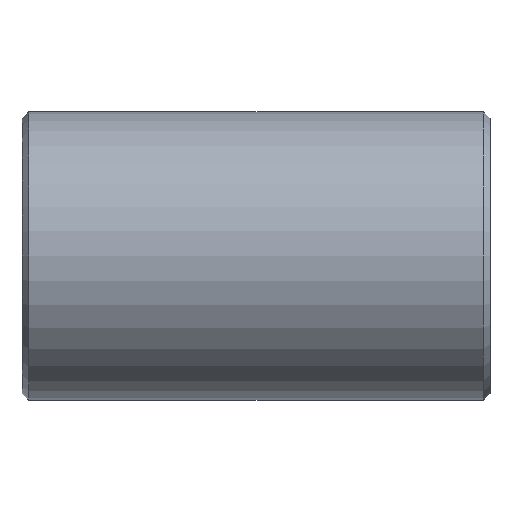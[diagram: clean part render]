
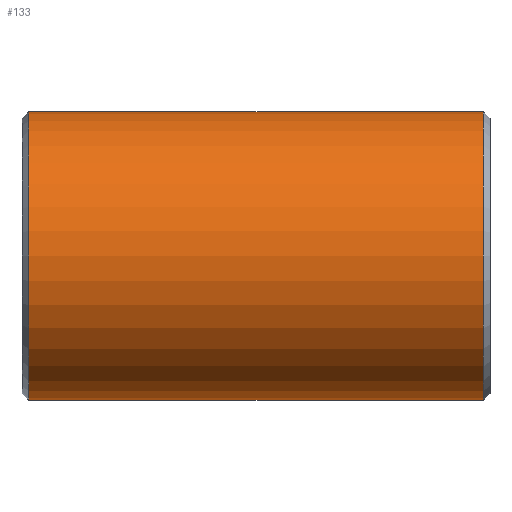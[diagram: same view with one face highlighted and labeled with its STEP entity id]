
A CAD part, front view. The second image highlights one B-rep face of the part: STEP entity #133.
In plain terms, the highlighted cylindrical face has radius 109.537 mm (diameter 219.075 mm), a partial arc.
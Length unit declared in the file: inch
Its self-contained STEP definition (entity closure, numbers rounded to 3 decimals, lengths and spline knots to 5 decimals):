
#49 = VERTEX_POINT ( 'NONE', #211 ) ;
#62 = CARTESIAN_POINT ( 'NONE',  ( 7., 0., -4.3125 ) ) ;
#66 = LINE ( 'NONE', #62, #656 ) ;
#68 = EDGE_LOOP ( 'NONE', ( #558, #113, #482, #797 ) ) ;
#101 = DIRECTION ( 'NONE',  ( -1., 0., 0. ) ) ;
#113 = ORIENTED_EDGE ( 'NONE', *, *, #201, .T. ) ;
#133 = ADVANCED_FACE ( 'NONE', ( #400 ), #770, .T. ) ;
#176 = AXIS2_PLACEMENT_3D ( 'NONE', #469, #101, #778 ) ;
#193 = EDGE_CURVE ( 'NONE', #49, #417, #657, .T. ) ;
#201 = EDGE_CURVE ( 'NONE', #306, #49, #463, .T. ) ;
#211 = CARTESIAN_POINT ( 'NONE',  ( 6.802, 0., 4.3125 ) ) ;
#215 = VECTOR ( 'NONE', #220, 39.37008 ) ;
#220 = DIRECTION ( 'NONE',  ( -1., 0., 0. ) ) ;
#268 = DIRECTION ( 'NONE',  ( 0., 0., 1. ) ) ;
#272 = DIRECTION ( 'NONE',  ( -1., 0., 0. ) ) ;
#306 = VERTEX_POINT ( 'NONE', #674 ) ;
#368 = VERTEX_POINT ( 'NONE', #380 ) ;
#380 = CARTESIAN_POINT ( 'NONE',  ( -6.802, 0., -4.3125 ) ) ;
#400 = FACE_OUTER_BOUND ( 'NONE', #68, .T. ) ;
#417 = VERTEX_POINT ( 'NONE', #581 ) ;
#463 = CIRCLE ( 'NONE', #176, 4.3125 ) ;
#469 = CARTESIAN_POINT ( 'NONE',  ( 6.802, 0., 0. ) ) ;
#482 = ORIENTED_EDGE ( 'NONE', *, *, #193, .T. ) ;
#507 = DIRECTION ( 'NONE',  ( -1., 0., 0. ) ) ;
#558 = ORIENTED_EDGE ( 'NONE', *, *, #575, .F. ) ;
#575 = EDGE_CURVE ( 'NONE', #306, #368, #66, .T. ) ;
#581 = CARTESIAN_POINT ( 'NONE',  ( -6.802, 0., 4.3125 ) ) ;
#592 = CIRCLE ( 'NONE', #768, 4.3125 ) ;
#645 = CARTESIAN_POINT ( 'NONE',  ( -6.802, 0., 0. ) ) ;
#647 = CARTESIAN_POINT ( 'NONE',  ( 7., 0., 0. ) ) ;
#648 = DIRECTION ( 'NONE',  ( 0., 0., 1. ) ) ;
#656 = VECTOR ( 'NONE', #507, 39.37008 ) ;
#657 = LINE ( 'NONE', #718, #215 ) ;
#674 = CARTESIAN_POINT ( 'NONE',  ( 6.802, 0., -4.3125 ) ) ;
#712 = DIRECTION ( 'NONE',  ( 1., 0., 0. ) ) ;
#717 = EDGE_CURVE ( 'NONE', #417, #368, #592, .T. ) ;
#718 = CARTESIAN_POINT ( 'NONE',  ( 7., 0., 4.3125 ) ) ;
#731 = AXIS2_PLACEMENT_3D ( 'NONE', #647, #272, #268 ) ;
#768 = AXIS2_PLACEMENT_3D ( 'NONE', #645, #712, #648 ) ;
#770 = CYLINDRICAL_SURFACE ( 'NONE', #731, 4.3125 ) ;
#778 = DIRECTION ( 'NONE',  ( 0., 0., -1. ) ) ;
#797 = ORIENTED_EDGE ( 'NONE', *, *, #717, .T. ) ;
